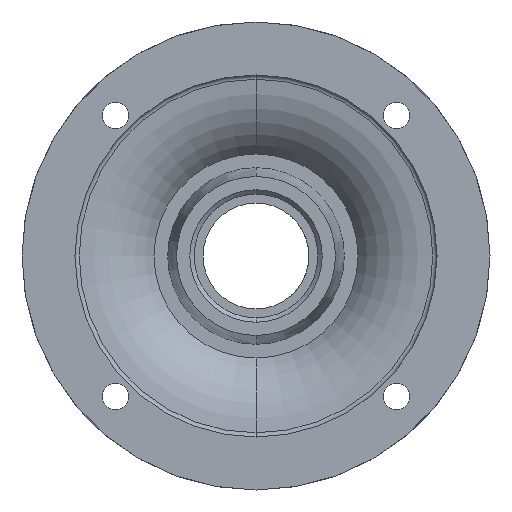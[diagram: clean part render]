
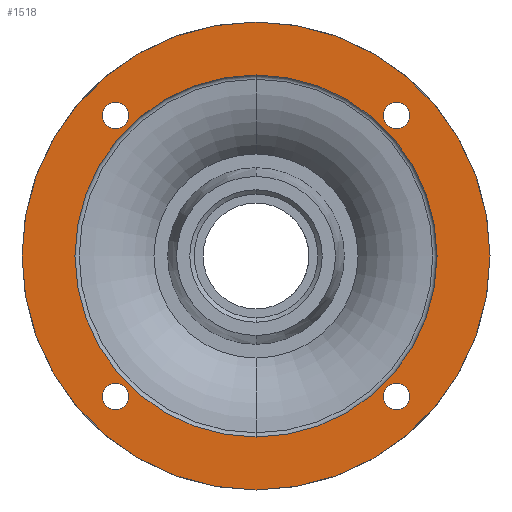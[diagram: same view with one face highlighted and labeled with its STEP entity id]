
A CAD part, front view. The second image highlights one B-rep face of the part: STEP entity #1518.
In plain terms, the highlighted planar face has unit normal (0, -1, 0).
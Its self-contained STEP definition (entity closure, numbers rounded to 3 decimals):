
#88 = FACE_BOUND ( 'NONE', #807, .T. ) ;
#109 = CARTESIAN_POINT ( 'NONE',  ( 31.82, 0., -28.82 ) ) ;
#128 = EDGE_CURVE ( 'NONE', #5695, #5598, #4102, .T. ) ;
#173 = CIRCLE ( 'NONE', #640, 3. ) ;
#242 = EDGE_LOOP ( 'NONE', ( #4932, #5771 ) ) ;
#396 = CARTESIAN_POINT ( 'NONE',  ( 0., 0., 0. ) ) ;
#409 = AXIS2_PLACEMENT_3D ( 'NONE', #3367, #3270, #1464 ) ;
#477 = FACE_BOUND ( 'NONE', #242, .T. ) ;
#543 = ORIENTED_EDGE ( 'NONE', *, *, #5433, .T. ) ;
#570 = FACE_BOUND ( 'NONE', #4293, .T. ) ;
#592 = EDGE_CURVE ( 'NONE', #778, #701, #1248, .T. ) ;
#604 = CIRCLE ( 'NONE', #409, 3. ) ;
#617 = VERTEX_POINT ( 'NONE', #3784 ) ;
#640 = AXIS2_PLACEMENT_3D ( 'NONE', #738, #3827, #3389 ) ;
#652 = ORIENTED_EDGE ( 'NONE', *, *, #4053, .F. ) ;
#701 = VERTEX_POINT ( 'NONE', #2332 ) ;
#708 = VERTEX_POINT ( 'NONE', #4712 ) ;
#738 = CARTESIAN_POINT ( 'NONE',  ( -31.82, 0., 31.82 ) ) ;
#778 = VERTEX_POINT ( 'NONE', #2539 ) ;
#807 = EDGE_LOOP ( 'NONE', ( #1770, #958 ) ) ;
#866 = VERTEX_POINT ( 'NONE', #2046 ) ;
#904 = VERTEX_POINT ( 'NONE', #5358 ) ;
#910 = CARTESIAN_POINT ( 'NONE',  ( 0., 0., 53. ) ) ;
#958 = ORIENTED_EDGE ( 'NONE', *, *, #4379, .T. ) ;
#1125 = DIRECTION ( 'NONE',  ( 0., 0., 1. ) ) ;
#1242 = CARTESIAN_POINT ( 'NONE',  ( 31.82, 0., 34.82 ) ) ;
#1248 = CIRCLE ( 'NONE', #4491, 3. ) ;
#1363 = DIRECTION ( 'NONE',  ( 0., 0., 1. ) ) ;
#1380 = DIRECTION ( 'NONE',  ( 0., 1., 0. ) ) ;
#1464 = DIRECTION ( 'NONE',  ( 0., 0., 1. ) ) ;
#1518 = ADVANCED_FACE ( 'NONE', ( #3341, #570, #88, #477, #4366, #5560 ), #4369, .F. ) ;
#1550 = EDGE_CURVE ( 'NONE', #5545, #904, #3985, .T. ) ;
#1770 = ORIENTED_EDGE ( 'NONE', *, *, #1550, .T. ) ;
#1809 = DIRECTION ( 'NONE',  ( 0., 1., 0. ) ) ;
#1890 = EDGE_CURVE ( 'NONE', #3153, #4464, #3785, .T. ) ;
#1962 = AXIS2_PLACEMENT_3D ( 'NONE', #4701, #5231, #1363 ) ;
#1966 = CIRCLE ( 'NONE', #2459, 41. ) ;
#2046 = CARTESIAN_POINT ( 'NONE',  ( 0., 0., -41. ) ) ;
#2204 = CARTESIAN_POINT ( 'NONE',  ( -31.82, 0., 31.82 ) ) ;
#2252 = DIRECTION ( 'NONE',  ( 0., -1., 0. ) ) ;
#2332 = CARTESIAN_POINT ( 'NONE',  ( -31.82, 0., 28.82 ) ) ;
#2364 = CARTESIAN_POINT ( 'NONE',  ( 0., 0., 0. ) ) ;
#2407 = ORIENTED_EDGE ( 'NONE', *, *, #5996, .F. ) ;
#2459 = AXIS2_PLACEMENT_3D ( 'NONE', #396, #2252, #2584 ) ;
#2474 = CARTESIAN_POINT ( 'NONE',  ( -31.82, 0., -31.82 ) ) ;
#2501 = DIRECTION ( 'NONE',  ( 0., 1., 0. ) ) ;
#2539 = CARTESIAN_POINT ( 'NONE',  ( -31.82, 0., 34.82 ) ) ;
#2546 = DIRECTION ( 'NONE',  ( 0., 0., 1. ) ) ;
#2584 = DIRECTION ( 'NONE',  ( 0., 0., -1. ) ) ;
#2692 = DIRECTION ( 'NONE',  ( 0., 1., 0. ) ) ;
#2709 = EDGE_LOOP ( 'NONE', ( #3745, #543 ) ) ;
#2730 = AXIS2_PLACEMENT_3D ( 'NONE', #2474, #2501, #1125 ) ;
#2765 = DIRECTION ( 'NONE',  ( 0., 1., 0. ) ) ;
#2866 = ORIENTED_EDGE ( 'NONE', *, *, #128, .F. ) ;
#3006 = DIRECTION ( 'NONE',  ( 0., 1., 0. ) ) ;
#3030 = EDGE_CURVE ( 'NONE', #701, #778, #173, .T. ) ;
#3094 = CARTESIAN_POINT ( 'NONE',  ( 31.82, 0., -34.82 ) ) ;
#3132 = AXIS2_PLACEMENT_3D ( 'NONE', #3800, #2765, #5647 ) ;
#3146 = EDGE_LOOP ( 'NONE', ( #2407, #2866 ) ) ;
#3153 = VERTEX_POINT ( 'NONE', #3094 ) ;
#3270 = DIRECTION ( 'NONE',  ( 0., 1., 0. ) ) ;
#3302 = AXIS2_PLACEMENT_3D ( 'NONE', #2364, #1380, #4617 ) ;
#3331 = CIRCLE ( 'NONE', #6032, 41. ) ;
#3341 = FACE_BOUND ( 'NONE', #2709, .T. ) ;
#3367 = CARTESIAN_POINT ( 'NONE',  ( 31.82, 0., -31.82 ) ) ;
#3389 = DIRECTION ( 'NONE',  ( 0., 0., 1. ) ) ;
#3449 = CARTESIAN_POINT ( 'NONE',  ( 0., 0., 0. ) ) ;
#3477 = DIRECTION ( 'NONE',  ( 0., 0., -1. ) ) ;
#3659 = DIRECTION ( 'NONE',  ( 0., 0., 1. ) ) ;
#3745 = ORIENTED_EDGE ( 'NONE', *, *, #4692, .T. ) ;
#3784 = CARTESIAN_POINT ( 'NONE',  ( 0., 0., 41. ) ) ;
#3785 = CIRCLE ( 'NONE', #3890, 3. ) ;
#3800 = CARTESIAN_POINT ( 'NONE',  ( -31.82, 0., -31.82 ) ) ;
#3827 = DIRECTION ( 'NONE',  ( 0., 1., 0. ) ) ;
#3890 = AXIS2_PLACEMENT_3D ( 'NONE', #5848, #3006, #3970 ) ;
#3942 = CARTESIAN_POINT ( 'NONE',  ( -31.82, 0., -28.82 ) ) ;
#3945 = AXIS2_PLACEMENT_3D ( 'NONE', #4988, #4057, #2546 ) ;
#3970 = DIRECTION ( 'NONE',  ( 0., 0., 1. ) ) ;
#3985 = CIRCLE ( 'NONE', #5514, 3. ) ;
#4053 = EDGE_CURVE ( 'NONE', #866, #617, #3331, .T. ) ;
#4057 = DIRECTION ( 'NONE',  ( 0., 1., 0. ) ) ;
#4102 = CIRCLE ( 'NONE', #3302, 53. ) ;
#4129 = CIRCLE ( 'NONE', #2730, 3. ) ;
#4130 = DIRECTION ( 'NONE',  ( 0., 0., 1. ) ) ;
#4224 = ORIENTED_EDGE ( 'NONE', *, *, #4682, .F. ) ;
#4293 = EDGE_LOOP ( 'NONE', ( #5454, #5279 ) ) ;
#4366 = FACE_BOUND ( 'NONE', #5970, .T. ) ;
#4369 = PLANE ( 'NONE',  #5878 ) ;
#4379 = EDGE_CURVE ( 'NONE', #904, #5545, #5728, .T. ) ;
#4383 = VERTEX_POINT ( 'NONE', #3942 ) ;
#4464 = VERTEX_POINT ( 'NONE', #109 ) ;
#4491 = AXIS2_PLACEMENT_3D ( 'NONE', #2204, #6018, #4989 ) ;
#4617 = DIRECTION ( 'NONE',  ( 0., 0., 1. ) ) ;
#4682 = EDGE_CURVE ( 'NONE', #617, #866, #1966, .T. ) ;
#4692 = EDGE_CURVE ( 'NONE', #4383, #708, #6019, .T. ) ;
#4701 = CARTESIAN_POINT ( 'NONE',  ( 0., 0., 0. ) ) ;
#4712 = CARTESIAN_POINT ( 'NONE',  ( -31.82, 0., -34.82 ) ) ;
#4756 = CARTESIAN_POINT ( 'NONE',  ( 0., 0., -53. ) ) ;
#4932 = ORIENTED_EDGE ( 'NONE', *, *, #5410, .T. ) ;
#4988 = CARTESIAN_POINT ( 'NONE',  ( 31.82, 0., 31.82 ) ) ;
#4989 = DIRECTION ( 'NONE',  ( 0., 0., 1. ) ) ;
#5092 = CARTESIAN_POINT ( 'NONE',  ( 0., 0., 0. ) ) ;
#5231 = DIRECTION ( 'NONE',  ( 0., 1., 0. ) ) ;
#5279 = ORIENTED_EDGE ( 'NONE', *, *, #3030, .T. ) ;
#5358 = CARTESIAN_POINT ( 'NONE',  ( 31.82, 0., 28.82 ) ) ;
#5410 = EDGE_CURVE ( 'NONE', #4464, #3153, #604, .T. ) ;
#5414 = CIRCLE ( 'NONE', #1962, 53. ) ;
#5433 = EDGE_CURVE ( 'NONE', #708, #4383, #4129, .T. ) ;
#5454 = ORIENTED_EDGE ( 'NONE', *, *, #592, .T. ) ;
#5514 = AXIS2_PLACEMENT_3D ( 'NONE', #5546, #2692, #4130 ) ;
#5545 = VERTEX_POINT ( 'NONE', #1242 ) ;
#5546 = CARTESIAN_POINT ( 'NONE',  ( 31.82, 0., 31.82 ) ) ;
#5560 = FACE_OUTER_BOUND ( 'NONE', #3146, .T. ) ;
#5598 = VERTEX_POINT ( 'NONE', #4756 ) ;
#5647 = DIRECTION ( 'NONE',  ( 0., 0., 1. ) ) ;
#5695 = VERTEX_POINT ( 'NONE', #910 ) ;
#5728 = CIRCLE ( 'NONE', #3945, 3. ) ;
#5745 = DIRECTION ( 'NONE',  ( 0., -1., 0. ) ) ;
#5771 = ORIENTED_EDGE ( 'NONE', *, *, #1890, .T. ) ;
#5848 = CARTESIAN_POINT ( 'NONE',  ( 31.82, 0., -31.82 ) ) ;
#5878 = AXIS2_PLACEMENT_3D ( 'NONE', #5092, #1809, #3659 ) ;
#5970 = EDGE_LOOP ( 'NONE', ( #652, #4224 ) ) ;
#5996 = EDGE_CURVE ( 'NONE', #5598, #5695, #5414, .T. ) ;
#6018 = DIRECTION ( 'NONE',  ( 0., 1., 0. ) ) ;
#6019 = CIRCLE ( 'NONE', #3132, 3. ) ;
#6032 = AXIS2_PLACEMENT_3D ( 'NONE', #3449, #5745, #3477 ) ;
